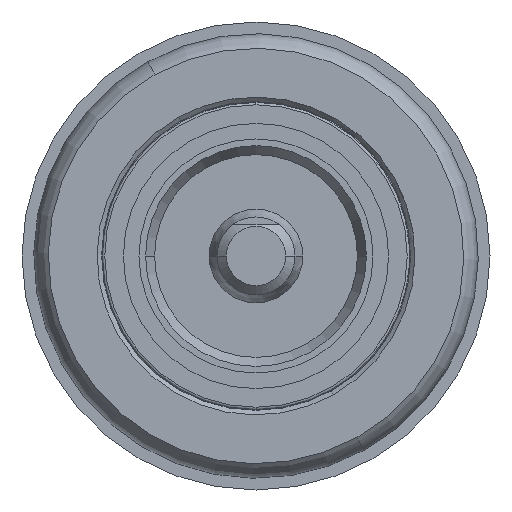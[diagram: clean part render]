
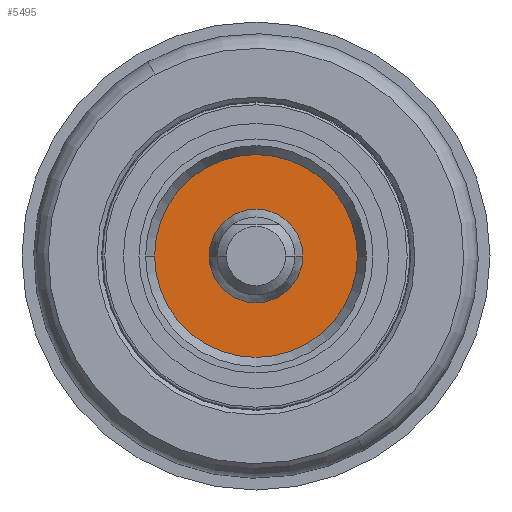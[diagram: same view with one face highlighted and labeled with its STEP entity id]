
A CAD part, left-side view. The second image highlights one B-rep face of the part: STEP entity #5495.
In plain terms, the highlighted planar face has unit normal (-1, 0, 0).
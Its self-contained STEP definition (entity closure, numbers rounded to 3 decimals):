
#1901 = CYLINDRICAL_SURFACE('',#1902,6.5);
#1902 = AXIS2_PLACEMENT_3D('',#1903,#1904,#1905);
#1903 = CARTESIAN_POINT('',(-43.5,0.,0.));
#1904 = DIRECTION('',(1.,0.,0.));
#1905 = DIRECTION('',(-0.,1.,0.));
#1993 = EDGE_CURVE('',#1994,#1996,#1998,.T.);
#1994 = VERTEX_POINT('',#1995);
#1995 = CARTESIAN_POINT('',(-43.,-6.5,0.));
#1996 = VERTEX_POINT('',#1997);
#1997 = CARTESIAN_POINT('',(-43.,6.5,0.));
#1998 = SURFACE_CURVE('',#1999,(#2004,#2011),.PCURVE_S1.);
#1999 = CIRCLE('',#2000,6.5);
#2000 = AXIS2_PLACEMENT_3D('',#2001,#2002,#2003);
#2001 = CARTESIAN_POINT('',(-43.,0.,0.));
#2002 = DIRECTION('',(1.,0.,0.));
#2003 = DIRECTION('',(-0.,1.,0.));
#2004 = PCURVE('',#1901,#2005);
#2005 = DEFINITIONAL_REPRESENTATION('',(#2006),#2010);
#2006 = LINE('',#2007,#2008);
#2007 = CARTESIAN_POINT('',(0.,0.5));
#2008 = VECTOR('',#2009,1.);
#2009 = DIRECTION('',(1.,0.));
#2010 = ( GEOMETRIC_REPRESENTATION_CONTEXT(2) 
PARAMETRIC_REPRESENTATION_CONTEXT() REPRESENTATION_CONTEXT('2D SPACE',''
  ) );
#2011 = PCURVE('',#2012,#2017);
#2012 = PLANE('',#2013);
#2013 = AXIS2_PLACEMENT_3D('',#2014,#2015,#2016);
#2014 = CARTESIAN_POINT('',(-43.,4.75,0.));
#2015 = DIRECTION('',(-1.,0.,0.));
#2016 = DIRECTION('',(0.,0.,1.));
#2017 = DEFINITIONAL_REPRESENTATION('',(#2018),#2026);
#2018 = ( BOUNDED_CURVE() B_SPLINE_CURVE(2,(#2019,#2020,#2021,#2022,
#2023,#2024,#2025),.UNSPECIFIED.,.T.,.F.) B_SPLINE_CURVE_WITH_KNOTS((1,2
    ,2,2,2,1),(-2.094,0.,2.094,4.189,
6.283,8.378),.UNSPECIFIED.) CURVE() 
GEOMETRIC_REPRESENTATION_ITEM() RATIONAL_B_SPLINE_CURVE((1.,0.5,1.,0.5,
1.,0.5,1.)) REPRESENTATION_ITEM('') );
#2019 = CARTESIAN_POINT('',(0.,1.75));
#2020 = CARTESIAN_POINT('',(11.258,1.75));
#2021 = CARTESIAN_POINT('',(5.629,-8.));
#2022 = CARTESIAN_POINT('',(0.,-17.75));
#2023 = CARTESIAN_POINT('',(-5.629,-8.));
#2024 = CARTESIAN_POINT('',(-11.258,1.75));
#2025 = CARTESIAN_POINT('',(0.,1.75));
#2026 = ( GEOMETRIC_REPRESENTATION_CONTEXT(2) 
PARAMETRIC_REPRESENTATION_CONTEXT() REPRESENTATION_CONTEXT('2D SPACE',''
  ) );
#2042 = CYLINDRICAL_SURFACE('',#2043,6.5);
#2043 = AXIS2_PLACEMENT_3D('',#2044,#2045,#2046);
#2044 = CARTESIAN_POINT('',(-43.5,0.,0.));
#2045 = DIRECTION('',(1.,0.,0.));
#2046 = DIRECTION('',(-0.,1.,0.));
#3608 = CYLINDRICAL_SURFACE('',#3609,3.);
#3609 = AXIS2_PLACEMENT_3D('',#3610,#3611,#3612);
#3610 = CARTESIAN_POINT('',(-22.063,0.,0.));
#3611 = DIRECTION('',(1.,0.,0.));
#3612 = DIRECTION('',(-0.,1.,0.));
#4214 = VERTEX_POINT('',#4215);
#4215 = CARTESIAN_POINT('',(-43.,3.,0.));
#4229 = CYLINDRICAL_SURFACE('',#4230,3.);
#4230 = AXIS2_PLACEMENT_3D('',#4231,#4232,#4233);
#4231 = CARTESIAN_POINT('',(-22.063,0.,0.));
#4232 = DIRECTION('',(1.,0.,0.));
#4233 = DIRECTION('',(-0.,1.,0.));
#4243 = VERTEX_POINT('',#4244);
#4244 = CARTESIAN_POINT('',(-43.,-3.,0.));
#4265 = EDGE_CURVE('',#4214,#4243,#4266,.T.);
#4266 = SURFACE_CURVE('',#4267,(#4272,#4279),.PCURVE_S1.);
#4267 = CIRCLE('',#4268,3.);
#4268 = AXIS2_PLACEMENT_3D('',#4269,#4270,#4271);
#4269 = CARTESIAN_POINT('',(-43.,0.,0.));
#4270 = DIRECTION('',(1.,0.,0.));
#4271 = DIRECTION('',(-0.,1.,0.));
#4272 = PCURVE('',#3608,#4273);
#4273 = DEFINITIONAL_REPRESENTATION('',(#4274),#4278);
#4274 = LINE('',#4275,#4276);
#4275 = CARTESIAN_POINT('',(0.,-20.937));
#4276 = VECTOR('',#4277,1.);
#4277 = DIRECTION('',(1.,0.));
#4278 = ( GEOMETRIC_REPRESENTATION_CONTEXT(2) 
PARAMETRIC_REPRESENTATION_CONTEXT() REPRESENTATION_CONTEXT('2D SPACE',''
  ) );
#4279 = PCURVE('',#2012,#4280);
#4280 = DEFINITIONAL_REPRESENTATION('',(#4281),#4289);
#4281 = ( BOUNDED_CURVE() B_SPLINE_CURVE(2,(#4282,#4283,#4284,#4285,
#4286,#4287,#4288),.UNSPECIFIED.,.T.,.F.) B_SPLINE_CURVE_WITH_KNOTS((1,2
    ,2,2,2,1),(-2.094,0.,2.094,4.189,
6.283,8.378),.UNSPECIFIED.) CURVE() 
GEOMETRIC_REPRESENTATION_ITEM() RATIONAL_B_SPLINE_CURVE((1.,0.5,1.,0.5,
1.,0.5,1.)) REPRESENTATION_ITEM('') );
#4282 = CARTESIAN_POINT('',(0.,-1.75));
#4283 = CARTESIAN_POINT('',(5.196,-1.75));
#4284 = CARTESIAN_POINT('',(2.598,-6.25));
#4285 = CARTESIAN_POINT('',(0.,-10.75));
#4286 = CARTESIAN_POINT('',(-2.598,-6.25));
#4287 = CARTESIAN_POINT('',(-5.196,-1.75));
#4288 = CARTESIAN_POINT('',(0.,-1.75));
#4289 = ( GEOMETRIC_REPRESENTATION_CONTEXT(2) 
PARAMETRIC_REPRESENTATION_CONTEXT() REPRESENTATION_CONTEXT('2D SPACE',''
  ) );
#4755 = EDGE_CURVE('',#4243,#4214,#4756,.T.);
#4756 = SURFACE_CURVE('',#4757,(#4762,#4769),.PCURVE_S1.);
#4757 = CIRCLE('',#4758,3.);
#4758 = AXIS2_PLACEMENT_3D('',#4759,#4760,#4761);
#4759 = CARTESIAN_POINT('',(-43.,0.,0.));
#4760 = DIRECTION('',(1.,0.,0.));
#4761 = DIRECTION('',(-0.,1.,0.));
#4762 = PCURVE('',#4229,#4763);
#4763 = DEFINITIONAL_REPRESENTATION('',(#4764),#4768);
#4764 = LINE('',#4765,#4766);
#4765 = CARTESIAN_POINT('',(0.,-20.937));
#4766 = VECTOR('',#4767,1.);
#4767 = DIRECTION('',(1.,0.));
#4768 = ( GEOMETRIC_REPRESENTATION_CONTEXT(2) 
PARAMETRIC_REPRESENTATION_CONTEXT() REPRESENTATION_CONTEXT('2D SPACE',''
  ) );
#4769 = PCURVE('',#2012,#4770);
#4770 = DEFINITIONAL_REPRESENTATION('',(#4771),#4779);
#4771 = ( BOUNDED_CURVE() B_SPLINE_CURVE(2,(#4772,#4773,#4774,#4775,
#4776,#4777,#4778),.UNSPECIFIED.,.T.,.F.) B_SPLINE_CURVE_WITH_KNOTS((1,2
    ,2,2,2,1),(-2.094,0.,2.094,4.189,
6.283,8.378),.UNSPECIFIED.) CURVE() 
GEOMETRIC_REPRESENTATION_ITEM() RATIONAL_B_SPLINE_CURVE((1.,0.5,1.,0.5,
1.,0.5,1.)) REPRESENTATION_ITEM('') );
#4772 = CARTESIAN_POINT('',(0.,-1.75));
#4773 = CARTESIAN_POINT('',(5.196,-1.75));
#4774 = CARTESIAN_POINT('',(2.598,-6.25));
#4775 = CARTESIAN_POINT('',(0.,-10.75));
#4776 = CARTESIAN_POINT('',(-2.598,-6.25));
#4777 = CARTESIAN_POINT('',(-5.196,-1.75));
#4778 = CARTESIAN_POINT('',(0.,-1.75));
#4779 = ( GEOMETRIC_REPRESENTATION_CONTEXT(2) 
PARAMETRIC_REPRESENTATION_CONTEXT() REPRESENTATION_CONTEXT('2D SPACE',''
  ) );
#5495 = ADVANCED_FACE('',(#5496,#5525),#2012,.T.);
#5496 = FACE_BOUND('',#5497,.T.);
#5497 = EDGE_LOOP('',(#5498,#5524));
#5498 = ORIENTED_EDGE('',*,*,#5499,.F.);
#5499 = EDGE_CURVE('',#1996,#1994,#5500,.T.);
#5500 = SURFACE_CURVE('',#5501,(#5506,#5517),.PCURVE_S1.);
#5501 = CIRCLE('',#5502,6.5);
#5502 = AXIS2_PLACEMENT_3D('',#5503,#5504,#5505);
#5503 = CARTESIAN_POINT('',(-43.,0.,0.));
#5504 = DIRECTION('',(1.,0.,0.));
#5505 = DIRECTION('',(-0.,1.,0.));
#5506 = PCURVE('',#2012,#5507);
#5507 = DEFINITIONAL_REPRESENTATION('',(#5508),#5516);
#5508 = ( BOUNDED_CURVE() B_SPLINE_CURVE(2,(#5509,#5510,#5511,#5512,
#5513,#5514,#5515),.UNSPECIFIED.,.T.,.F.) B_SPLINE_CURVE_WITH_KNOTS((1,2
    ,2,2,2,1),(-2.094,0.,2.094,4.189,
6.283,8.378),.UNSPECIFIED.) CURVE() 
GEOMETRIC_REPRESENTATION_ITEM() RATIONAL_B_SPLINE_CURVE((1.,0.5,1.,0.5,
1.,0.5,1.)) REPRESENTATION_ITEM('') );
#5509 = CARTESIAN_POINT('',(0.,1.75));
#5510 = CARTESIAN_POINT('',(11.258,1.75));
#5511 = CARTESIAN_POINT('',(5.629,-8.));
#5512 = CARTESIAN_POINT('',(0.,-17.75));
#5513 = CARTESIAN_POINT('',(-5.629,-8.));
#5514 = CARTESIAN_POINT('',(-11.258,1.75));
#5515 = CARTESIAN_POINT('',(0.,1.75));
#5516 = ( GEOMETRIC_REPRESENTATION_CONTEXT(2) 
PARAMETRIC_REPRESENTATION_CONTEXT() REPRESENTATION_CONTEXT('2D SPACE',''
  ) );
#5517 = PCURVE('',#2042,#5518);
#5518 = DEFINITIONAL_REPRESENTATION('',(#5519),#5523);
#5519 = LINE('',#5520,#5521);
#5520 = CARTESIAN_POINT('',(0.,0.5));
#5521 = VECTOR('',#5522,1.);
#5522 = DIRECTION('',(1.,0.));
#5523 = ( GEOMETRIC_REPRESENTATION_CONTEXT(2) 
PARAMETRIC_REPRESENTATION_CONTEXT() REPRESENTATION_CONTEXT('2D SPACE',''
  ) );
#5524 = ORIENTED_EDGE('',*,*,#1993,.F.);
#5525 = FACE_BOUND('',#5526,.T.);
#5526 = EDGE_LOOP('',(#5527,#5528));
#5527 = ORIENTED_EDGE('',*,*,#4265,.T.);
#5528 = ORIENTED_EDGE('',*,*,#4755,.T.);
